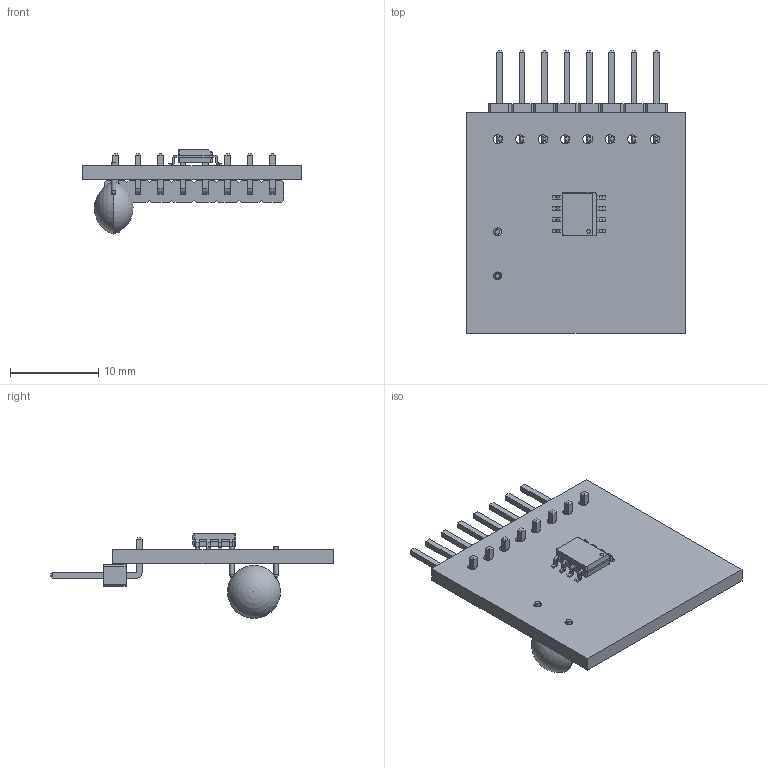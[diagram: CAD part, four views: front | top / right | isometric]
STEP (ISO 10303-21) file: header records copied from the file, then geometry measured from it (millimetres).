
FILE_DESCRIPTION(('KiCad electronic assembly'),'2;1');
FILE_NAME('lot_of_ram.step','2023-10-25T09:39:05',('An Author'),( 'A Company'),'Open CASCADE STEP processor 6.8', 'KiCad to STEP converter','Unknown');
FILE_SCHEMA(('AUTOMOTIVE_DESIGN_CC2 { 1 2 10303 214 -1 1 5 4 }'));
Length unit declared in the file: millimetre
Products named in the file (8): Open CASCADE STEP translator 6.8 1; C_Disc_D6.0mm_W4.4mm_P5.00mm; SOLID; PinHeader_1x08_P2.54mm_Horizontal; APS6404L-SQRH-SN; COMPOUND
Assembly tree (7 placements, depth 3):
  Open CASCADE STEP translator 6.8 1
    C_Disc_D6.0mm_W4.4mm_P5.00mm
      SOLID
    PinHeader_1x08_P2.54mm_Horizontal
      SOLID
    APS6404L-SQRH-SN
      COMPOUND
    COMPOUND
Bounding box: 24.75 x 32.04 x 9.6 mm (x, y, z)
Volume: 1247.6 mm3; surface area: 2065.6 mm2
Topology: 13 solids, 13 shells, 394 faces, 990 edges, 637 vertices
Faces by surface type: plane 318, cylinder 72, revolution 2, sphere 2
Full cylindrical faces by diameter (mm): 0.5 x2, 0.9 x2, 1 x8
Entity records: 34634 total; most frequent: CARTESIAN_POINT 13281, DIRECTION 3477, LINE 2371, VECTOR 2371, ORIENTED_EDGE 1976, PCURVE 1976, DEFINITIONAL_REPRESENTATION 1976, EDGE_CURVE 988
